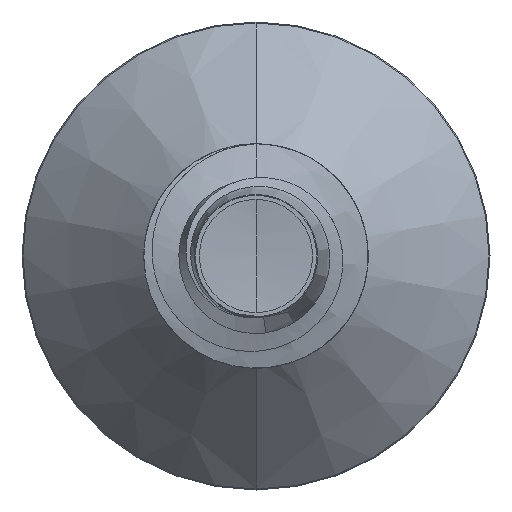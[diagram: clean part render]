
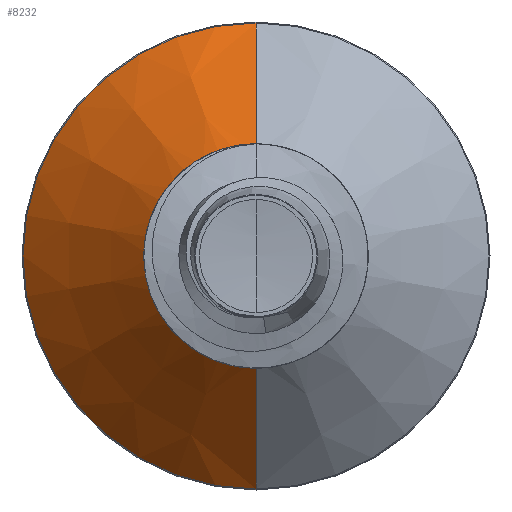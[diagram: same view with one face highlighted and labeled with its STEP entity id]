
A CAD part, front view. The second image highlights one B-rep face of the part: STEP entity #8232.
In plain terms, the highlighted conical face has half-angle 45 degrees and reference radius 1.633 mm.
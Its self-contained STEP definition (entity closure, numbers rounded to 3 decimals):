
#556 = VERTEX_POINT ( 'NONE', #2620 ) ;
#2620 = CARTESIAN_POINT ( 'NONE',  ( 0., 11.835, 3.635 ) ) ;
#3262 = CARTESIAN_POINT ( 'NONE',  ( 0., 9.832, -1.632 ) ) ;
#3595 = ORIENTED_EDGE ( 'NONE', *, *, #15569, .T. ) ;
#5432 = AXIS2_PLACEMENT_3D ( 'NONE', #10684, #10669, #10659 ) ;
#5959 = CARTESIAN_POINT ( 'NONE',  ( 0., 9.832, 0. ) ) ;
#5976 = AXIS2_PLACEMENT_3D ( 'NONE', #13017, #13015, #12995 ) ;
#6073 = DIRECTION ( 'NONE',  ( 0., 0., 1. ) ) ;
#6197 = DIRECTION ( 'NONE',  ( 0., 1., 0. ) ) ;
#6221 = CIRCLE ( 'NONE', #5976, 3.635 ) ;
#7072 = FACE_OUTER_BOUND ( 'NONE', #7974, .T. ) ;
#7412 = VERTEX_POINT ( 'NONE', #17351 ) ;
#7974 = EDGE_LOOP ( 'NONE', ( #11609, #8000, #3595, #9721 ) ) ;
#8000 = ORIENTED_EDGE ( 'NONE', *, *, #15857, .T. ) ;
#8232 = ADVANCED_FACE ( 'NONE', ( #7072 ), #16149, .T. ) ;
#8997 = VERTEX_POINT ( 'NONE', #3262 ) ;
#9721 = ORIENTED_EDGE ( 'NONE', *, *, #15521, .F. ) ;
#10659 = DIRECTION ( 'NONE',  ( 0., 0., 1. ) ) ;
#10669 = DIRECTION ( 'NONE',  ( 0., 1., 0. ) ) ;
#10684 = CARTESIAN_POINT ( 'NONE',  ( 0., 9.832, 0. ) ) ;
#10779 = CIRCLE ( 'NONE', #5432, 1.632 ) ;
#11609 = ORIENTED_EDGE ( 'NONE', *, *, #15658, .F. ) ;
#12139 = VERTEX_POINT ( 'NONE', #17097 ) ;
#12253 = AXIS2_PLACEMENT_3D ( 'NONE', #5959, #6197, #6073 ) ;
#12373 = DIRECTION ( 'NONE',  ( 0., 0.707, -0.707 ) ) ;
#12424 = CARTESIAN_POINT ( 'NONE',  ( 0., 9.832, -1.632 ) ) ;
#12438 = VECTOR ( 'NONE', #12373, 1000. ) ;
#12988 = DIRECTION ( 'NONE',  ( 0., 0.707, 0.707 ) ) ;
#12995 = DIRECTION ( 'NONE',  ( 0., 0., 1. ) ) ;
#13015 = DIRECTION ( 'NONE',  ( 0., 1., 0. ) ) ;
#13017 = CARTESIAN_POINT ( 'NONE',  ( 0., 11.835, 0. ) ) ;
#13195 = CARTESIAN_POINT ( 'NONE',  ( 0., 9.832, 1.632 ) ) ;
#13511 = LINE ( 'NONE', #13195, #15801 ) ;
#15521 = EDGE_CURVE ( 'NONE', #7412, #556, #6221, .T. ) ;
#15569 = EDGE_CURVE ( 'NONE', #12139, #556, #13511, .T. ) ;
#15658 = EDGE_CURVE ( 'NONE', #8997, #7412, #17258, .T. ) ;
#15801 = VECTOR ( 'NONE', #12988, 1000. ) ;
#15857 = EDGE_CURVE ( 'NONE', #8997, #12139, #10779, .T. ) ;
#16149 = CONICAL_SURFACE ( 'NONE', #12253, 1.632, 0.785 ) ;
#17097 = CARTESIAN_POINT ( 'NONE',  ( 0., 9.832, 1.632 ) ) ;
#17258 = LINE ( 'NONE', #12424, #12438 ) ;
#17351 = CARTESIAN_POINT ( 'NONE',  ( 0., 11.835, -3.635 ) ) ;
